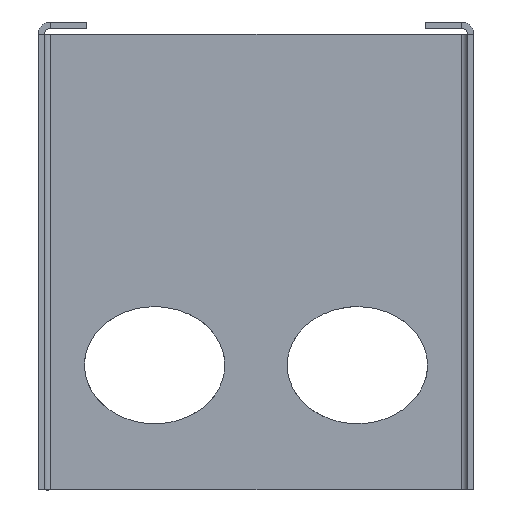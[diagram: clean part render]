
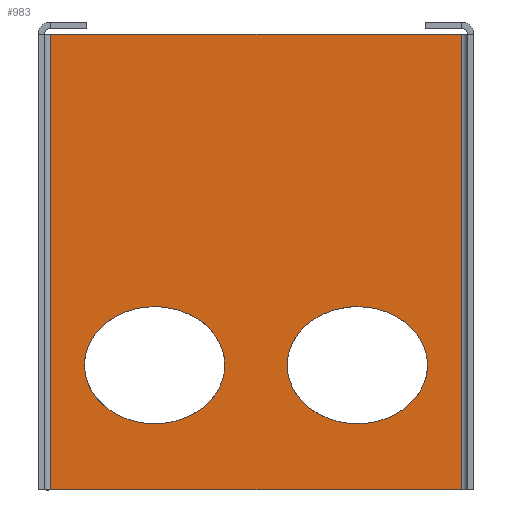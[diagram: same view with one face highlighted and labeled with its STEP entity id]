
A CAD part, left-side view. The second image highlights one B-rep face of the part: STEP entity #983.
In plain terms, the highlighted planar face has unit normal (-1, 0, 0).
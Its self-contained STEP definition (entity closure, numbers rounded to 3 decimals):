
#16=ELLIPSE('',#1086,18.,15.);
#18=ELLIPSE('',#1088,18.,15.);
#31=FACE_BOUND('',#192,.T.);
#32=FACE_BOUND('',#193,.T.);
#66=PLANE('',#1092);
#123=FACE_OUTER_BOUND('',#191,.T.);
#191=EDGE_LOOP('',(#883,#884,#885,#886));
#192=EDGE_LOOP('',(#887));
#193=EDGE_LOOP('',(#888));
#279=LINE('',#1618,#375);
#289=LINE('',#1682,#385);
#290=LINE('',#1685,#386);
#291=LINE('',#1686,#387);
#375=VECTOR('',#1335,10.);
#385=VECTOR('',#1365,10.);
#386=VECTOR('',#1368,10.);
#387=VECTOR('',#1369,10.);
#498=VERTEX_POINT('',#1615);
#499=VERTEX_POINT('',#1617);
#504=VERTEX_POINT('',#1651);
#506=VERTEX_POINT('',#1674);
#507=VERTEX_POINT('',#1680);
#508=VERTEX_POINT('',#1684);
#620=EDGE_CURVE('',#498,#499,#279,.T.);
#630=EDGE_CURVE('',#504,#504,#16,.T.);
#633=EDGE_CURVE('',#506,#506,#18,.T.);
#636=EDGE_CURVE('',#498,#507,#289,.T.);
#637=EDGE_CURVE('',#507,#508,#290,.T.);
#638=EDGE_CURVE('',#508,#499,#291,.T.);
#883=ORIENTED_EDGE('',*,*,#620,.F.);
#884=ORIENTED_EDGE('',*,*,#636,.T.);
#885=ORIENTED_EDGE('',*,*,#637,.T.);
#886=ORIENTED_EDGE('',*,*,#638,.T.);
#887=ORIENTED_EDGE('',*,*,#630,.T.);
#888=ORIENTED_EDGE('',*,*,#633,.T.);
#983=ADVANCED_FACE('',(#123,#31,#32),#66,.F.);
#1086=AXIS2_PLACEMENT_3D('',#1653,#1351,#1352);
#1088=AXIS2_PLACEMENT_3D('',#1676,#1356,#1357);
#1092=AXIS2_PLACEMENT_3D('',#1683,#1366,#1367);
#1335=DIRECTION('',(0.,-1.,0.));
#1351=DIRECTION('center_axis',(1.,0.,0.));
#1352=DIRECTION('ref_axis',(0.,-1.,0.));
#1356=DIRECTION('center_axis',(1.,0.,0.));
#1357=DIRECTION('ref_axis',(0.,1.,0.));
#1365=DIRECTION('',(0.,0.,-1.));
#1366=DIRECTION('center_axis',(1.,0.,0.));
#1367=DIRECTION('ref_axis',(0.,-1.,0.));
#1368=DIRECTION('',(0.,-1.,0.));
#1369=DIRECTION('',(0.,0.,1.));
#1615=CARTESIAN_POINT('',(145.578,279.443,276.8));
#1617=CARTESIAN_POINT('',(145.578,174.143,276.8));
#1618=CARTESIAN_POINT('',(145.578,253.918,276.8));
#1651=CARTESIAN_POINT('',(145.578,218.793,192.));
#1653=CARTESIAN_POINT('Origin',(145.578,200.793,192.));
#1674=CARTESIAN_POINT('',(145.578,234.793,192.));
#1676=CARTESIAN_POINT('Origin',(145.578,252.793,192.));
#1680=CARTESIAN_POINT('',(145.578,279.443,160.));
#1682=CARTESIAN_POINT('',(145.578,279.443,280.));
#1683=CARTESIAN_POINT('Origin',(145.578,281.043,280.));
#1684=CARTESIAN_POINT('',(145.578,174.143,160.));
#1685=CARTESIAN_POINT('',(145.578,281.043,160.));
#1686=CARTESIAN_POINT('',(145.578,174.143,280.));
